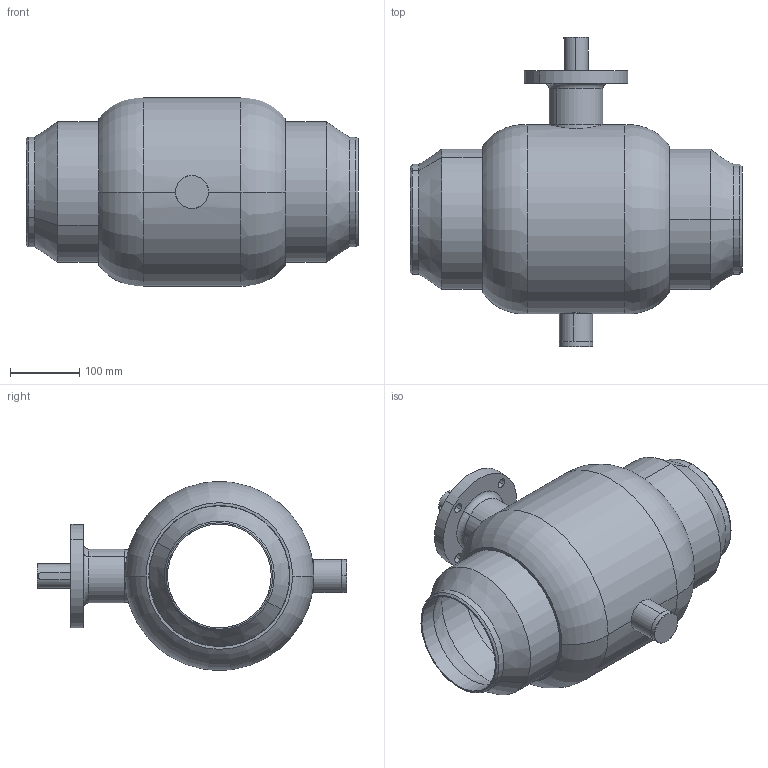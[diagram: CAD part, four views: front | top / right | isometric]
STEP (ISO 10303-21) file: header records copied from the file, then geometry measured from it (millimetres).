
FILE_DESCRIPTION (( 'STEP AP214' ), '1' );
FILE_NAME ('通径DN150焊接球阀-蜗轮盘.STEP', '2026-01-29T03:42:18', ( '' ), ( '' ), 'SwSTEP 2.0', 'SolidWorks 2022', '' );
FILE_SCHEMA (( 'AUTOMOTIVE_DESIGN' ));
Length unit declared in the file: millimetre
Products named in the file (7): Q61F-200-3概裝; 200苤粣杶; 狟揤裔200; 通径DN150焊接球阀-蜗轮盘; Q61F-200-5粣杶党蜊; Q61F-200-1概极樓馱; DN150 籵噤諉 樓馱 - 埻
Assembly tree (7 placements, depth 2):
  通径DN150焊接球阀-蜗轮盘
    Q61F-200-1概极樓馱
    Q61F-200-5粣杶党蜊
    狟揤裔200
    200苤粣杶
    Q61F-200-3概裝
    DN150 籵噤諉 樓馱 - 埻  x2
Bounding box: 480 x 448 x 273 mm (x, y, z)
Volume: 4228851 mm3; surface area: 970937 mm2
Topology: 7 solids, 7 shells, 181 faces, 397 edges, 244 vertices
Faces by surface type: cylinder 91, plane 44, cone 30, torus 16
Entity records: 5500 total; most frequent: CARTESIAN_POINT 1296, DIRECTION 833, ORIENTED_EDGE 686, AXIS2_PLACEMENT_3D 349, EDGE_CURVE 343, VERTEX_POINT 214, EDGE_LOOP 187, CIRCLE 185
